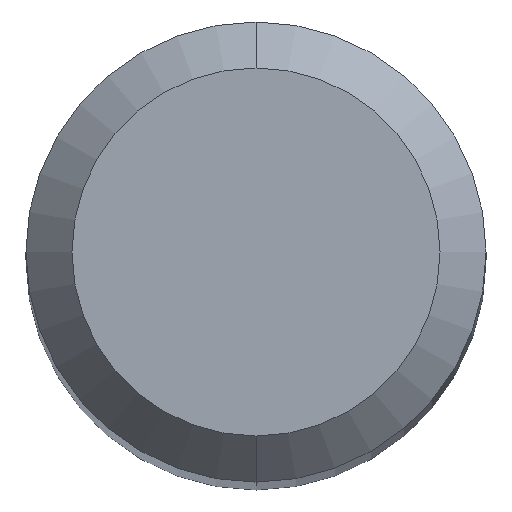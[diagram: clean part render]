
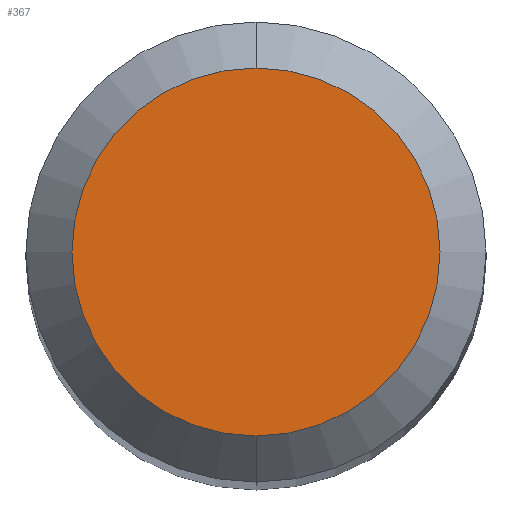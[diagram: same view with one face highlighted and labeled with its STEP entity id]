
A CAD part, top view. The second image highlights one B-rep face of the part: STEP entity #367.
In plain terms, the highlighted planar face has unit normal (0, 0, 1).
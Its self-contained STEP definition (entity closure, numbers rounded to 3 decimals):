
#367=ADVANCED_FACE('',(#1006),#1007,.T.);
#473=EDGE_CURVE('',#581,#739,#1117,.T.);
#581=VERTEX_POINT('',#1237);
#617=EDGE_CURVE('',#739,#581,#1276,.T.);
#739=VERTEX_POINT('',#1410);
#1006=FACE_OUTER_BOUND('',#1737,.T.);
#1007=PLANE('',#1738);
#1117=CIRCLE('',#2585,1.2);
#1237=CARTESIAN_POINT('',(0.,-1.2,0.0));
#1276=CIRCLE('',#3053,1.2);
#1410=CARTESIAN_POINT('',(0.0,1.2,0.0));
#1737=EDGE_LOOP('',(#6050,#6051));
#1738=AXIS2_PLACEMENT_3D('',#6052,#6053,#6054);
#2585=AXIS2_PLACEMENT_3D('',#6121,#6122,#6123);
#3053=AXIS2_PLACEMENT_3D('',#6292,#6293,#6294);
#6050=ORIENTED_EDGE('',*,*,#617,.F.);
#6051=ORIENTED_EDGE('',*,*,#473,.F.);
#6052=CARTESIAN_POINT('',(0.0,0.6,0.0));
#6053=DIRECTION('',(-0.0,0.0,1.0));
#6054=DIRECTION('',(0.0,-1.0,0.0));
#6121=CARTESIAN_POINT('',(0.0,0.0,0.0));
#6122=DIRECTION('',(0.0,0.0,-1.0));
#6123=DIRECTION('',(0.0,1.0,0.0));
#6292=CARTESIAN_POINT('',(0.0,0.0,0.0));
#6293=DIRECTION('',(0.0,0.0,-1.0));
#6294=DIRECTION('',(0.0,1.0,0.0));
